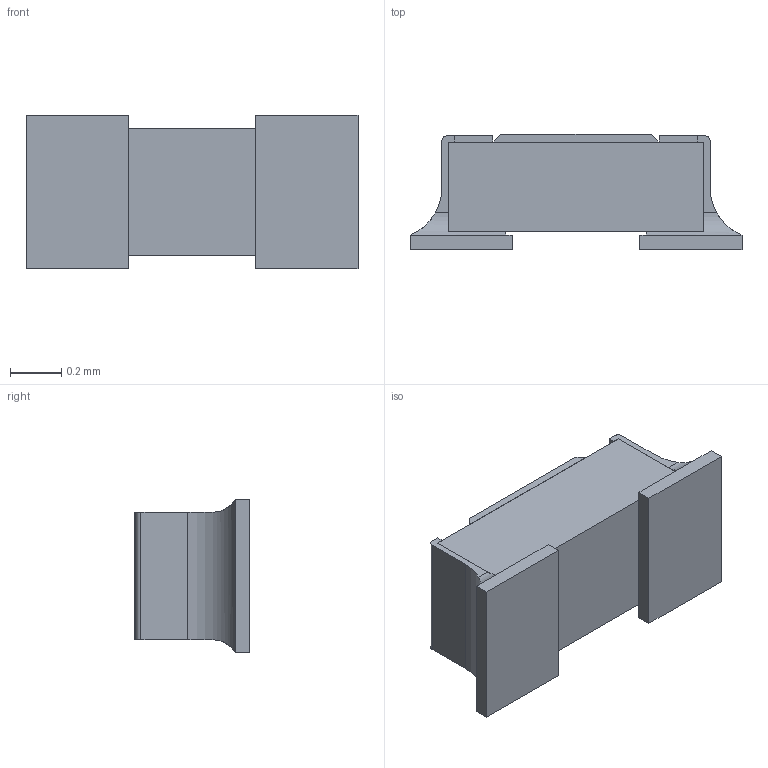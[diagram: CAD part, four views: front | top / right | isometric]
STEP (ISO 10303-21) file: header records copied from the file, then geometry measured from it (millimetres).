
FILE_DESCRIPTION (( 'STEP AP203' ), '1' );
FILE_NAME ('MICRO_402 resistor.step', '2019-10-07T21:33:26', ( '' ), ( '' ), 'SwSTEP 2.0', 'SolidWorks 2017', '' );
FILE_SCHEMA (( 'CONFIG_CONTROL_DESIGN' ));
Length unit declared in the file: millimetre
Products named in the file (1): MICRO_402 resistor
Bounding box: 1.3 x 0.45 x 0.6 mm (x, y, z)
Volume: 0.2 mm3; surface area: 4.9 mm2
Topology: 4 solids, 4 shells, 58 faces, 142 edges, 92 vertices
Faces by surface type: plane 50, cylinder 8
Entity records: 1757 total; most frequent: CARTESIAN_POINT 309, ORIENTED_EDGE 284, DIRECTION 272, EDGE_CURVE 142, LINE 122, VECTOR 122, VERTEX_POINT 92, AXIS2_PLACEMENT_3D 75
